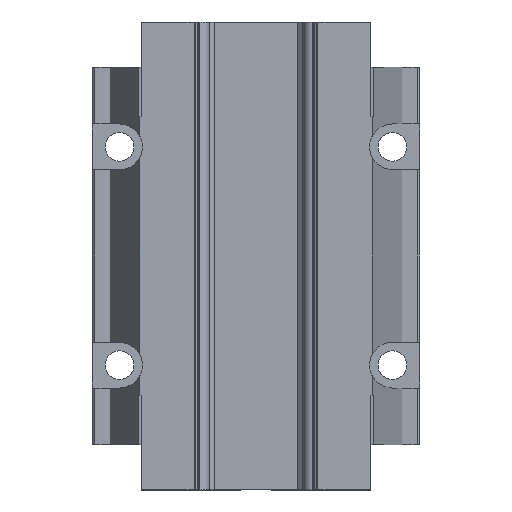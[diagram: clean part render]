
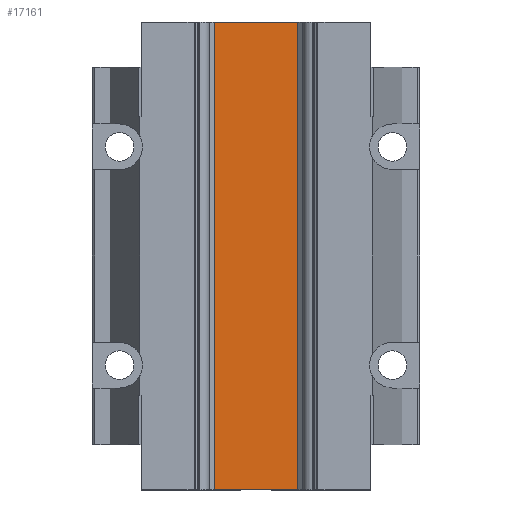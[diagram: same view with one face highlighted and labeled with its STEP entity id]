
A CAD part, front view. The second image highlights one B-rep face of the part: STEP entity #17161.
In plain terms, the highlighted planar face has unit normal (0, -1, 0).
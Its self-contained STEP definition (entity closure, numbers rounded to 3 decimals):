
#261 = LINE ( 'NONE', #15789, #268 ) ;
#268 = VECTOR ( 'NONE', #15788, 1000. ) ;
#1037 = LINE ( 'NONE', #1679, #1038 ) ;
#1038 = VECTOR ( 'NONE', #1680, 1000. ) ;
#1679 = CARTESIAN_POINT ( 'NONE',  ( 20.5, 13.7, 85.7 ) ) ;
#1680 = DIRECTION ( 'NONE',  ( -1., 0., 0. ) ) ;
#4163 = LINE ( 'NONE', #6299, #4195 ) ;
#4195 = VECTOR ( 'NONE', #6300, 1000. ) ;
#4426 = FACE_OUTER_BOUND ( 'NONE', #11201, .T. ) ;
#5828 = CARTESIAN_POINT ( 'NONE',  ( 20.5, 13.7, -85.75 ) ) ;
#5829 = PLANE ( 'NONE',  #12950 ) ;
#5830 = DIRECTION ( 'NONE',  ( 0., 1., 0. ) ) ;
#5831 = DIRECTION ( 'NONE',  ( -1., 0., 0. ) ) ;
#6299 = CARTESIAN_POINT ( 'NONE',  ( -20.5, 13.7, -85.75 ) ) ;
#6300 = DIRECTION ( 'NONE',  ( 0., 0., 1. ) ) ;
#6946 = EDGE_CURVE ( 'NONE', #12805, #17407, #11614, .T. ) ;
#10575 = ORIENTED_EDGE ( 'NONE', *, *, #6946, .T. ) ;
#10576 = ORIENTED_EDGE ( 'NONE', *, *, #16234, .T. ) ;
#10577 = ORIENTED_EDGE ( 'NONE', *, *, #16330, .F. ) ;
#10578 = ORIENTED_EDGE ( 'NONE', *, *, #14769, .F. ) ;
#11201 = EDGE_LOOP ( 'NONE', ( #10575, #10576, #10577, #10578 ) ) ;
#11609 = VECTOR ( 'NONE', #14401, 1000. ) ;
#11614 = LINE ( 'NONE', #14378, #11609 ) ;
#12025 = CARTESIAN_POINT ( 'NONE',  ( -20.5, 13.7, -85.7 ) ) ;
#12518 = CARTESIAN_POINT ( 'NONE',  ( 20.5, 13.7, -85.7 ) ) ;
#12772 = VERTEX_POINT ( 'NONE', #12025 ) ;
#12805 = VERTEX_POINT ( 'NONE', #12518 ) ;
#12950 = AXIS2_PLACEMENT_3D ( 'NONE', #5828, #5830, #5831 ) ;
#14378 = CARTESIAN_POINT ( 'NONE',  ( 20.5, 13.7, -85.75 ) ) ;
#14401 = DIRECTION ( 'NONE',  ( 0., 0., 1. ) ) ;
#14769 = EDGE_CURVE ( 'NONE', #12805, #12772, #261, .T. ) ;
#15788 = DIRECTION ( 'NONE',  ( -1., 0., 0. ) ) ;
#15789 = CARTESIAN_POINT ( 'NONE',  ( 42., 13.7, -85.7 ) ) ;
#16234 = EDGE_CURVE ( 'NONE', #17407, #17459, #1037, .T. ) ;
#16330 = EDGE_CURVE ( 'NONE', #12772, #17459, #4163, .T. ) ;
#16811 = CARTESIAN_POINT ( 'NONE',  ( 20.5, 13.7, 85.7 ) ) ;
#16868 = CARTESIAN_POINT ( 'NONE',  ( -20.5, 13.7, 85.7 ) ) ;
#17161 = ADVANCED_FACE ( 'NONE', ( #4426 ), #5829, .F. ) ;
#17407 = VERTEX_POINT ( 'NONE', #16811 ) ;
#17459 = VERTEX_POINT ( 'NONE', #16868 ) ;
